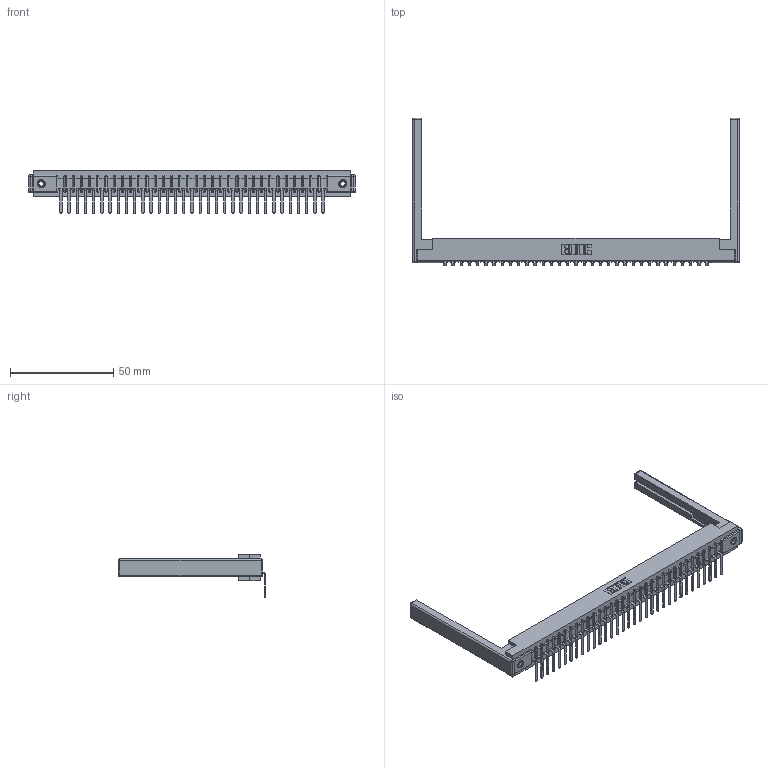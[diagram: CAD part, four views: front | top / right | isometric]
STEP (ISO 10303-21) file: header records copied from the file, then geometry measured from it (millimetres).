
FILE_DESCRIPTION (( 'STEP AP203' ), '1' );
FILE_NAME ('357-033-457-168.STEP', '2020-10-02T08:51:33', ( '' ), ( '' ), 'SwSTEP 2.0', 'SolidWorks 2020', '' );
FILE_SCHEMA (( 'CONFIG_CONTROL_DESIGN' ));
Length unit declared in the file: inch
Products named in the file (5): 345-250-001_345-250-001-102; 307-290-002_557; 357-033-457-168; 307-220-068; 307 Part_.156 Dia Mounting Holes
Assembly tree (38 placements, depth 2):
  357-033-457-168
    307 Part_.156 Dia Mounting Holes
    307-290-002_557  x33
    307-220-068  x2
    345-250-001_345-250-001-102  x2
Bounding box: 158.19 x 71.29 x 20.66 mm (x, y, z)
Volume: 21328 mm3; surface area: 25655.6 mm2
Topology: 38 solids, 38 shells, 2880 faces, 8765 edges, 5730 vertices
Faces by surface type: plane 1709, cylinder 1079, sphere 76, cone 12, torus 4
Entity records: 33013 total; most frequent: CARTESIAN_POINT 5533, ORIENTED_EDGE 5512, DIRECTION 5398, EDGE_CURVE 2756, LINE 2104, VECTOR 2104, VERTEX_POINT 1782, AXIS2_PLACEMENT_3D 1647
